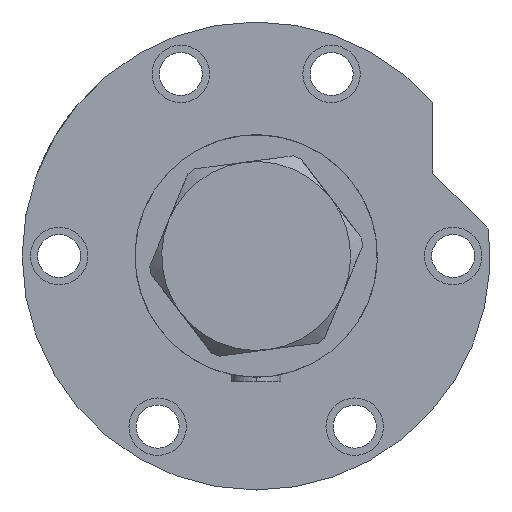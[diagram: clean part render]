
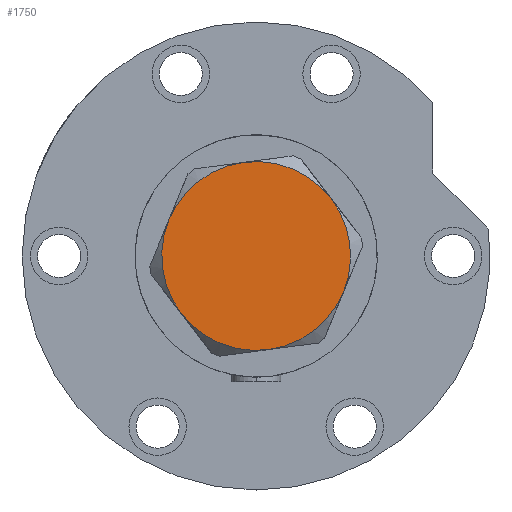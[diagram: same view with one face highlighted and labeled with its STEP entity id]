
A CAD part, left-side view. The second image highlights one B-rep face of the part: STEP entity #1750.
In plain terms, the highlighted face is planar.
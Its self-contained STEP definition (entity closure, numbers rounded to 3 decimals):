
#334 = DIRECTION ( 'NONE',  ( 1., 0., 0. ) ) ;
#372 = PLANE ( 'NONE',  #2204 ) ;
#438 = DIRECTION ( 'NONE',  ( 0., 0., 1. ) ) ;
#526 = DIRECTION ( 'NONE',  ( 0., 0., 1. ) ) ;
#536 = DIRECTION ( 'NONE',  ( 0., 0., 1. ) ) ;
#550 = CARTESIAN_POINT ( 'NONE',  ( -11.5, 19.919, 13. ) ) ;
#692 = EDGE_CURVE ( 'NONE', #1394, #4970, #1029, .T. ) ;
#701 = ORIENTED_EDGE ( 'NONE', *, *, #1180, .T. ) ;
#707 = DIRECTION ( 'NONE',  ( 1., 0., 0. ) ) ;
#747 = CIRCLE ( 'NONE', #1570, 23. ) ;
#830 = AXIS2_PLACEMENT_3D ( 'NONE', #6027, #526, #4453 ) ;
#1029 = CIRCLE ( 'NONE', #1225, 23. ) ;
#1056 = CIRCLE ( 'NONE', #3966, 23. ) ;
#1180 = EDGE_CURVE ( 'NONE', #4379, #1790, #1755, .T. ) ;
#1225 = AXIS2_PLACEMENT_3D ( 'NONE', #5693, #1227, #334 ) ;
#1227 = DIRECTION ( 'NONE',  ( 0., 0., 1. ) ) ;
#1339 = EDGE_CURVE ( 'NONE', #2618, #3643, #3764, .T. ) ;
#1394 = VERTEX_POINT ( 'NONE', #4755 ) ;
#1518 = CARTESIAN_POINT ( 'NONE',  ( 0., 0., 13. ) ) ;
#1570 = AXIS2_PLACEMENT_3D ( 'NONE', #3133, #536, #707 ) ;
#1750 = ADVANCED_FACE ( 'NONE', ( #4279 ), #372, .T. ) ;
#1755 = CIRCLE ( 'NONE', #6207, 23. ) ;
#1790 = VERTEX_POINT ( 'NONE', #1964 ) ;
#1825 = DIRECTION ( 'NONE',  ( 1., 0., 0. ) ) ;
#1886 = DIRECTION ( 'NONE',  ( 0., 0., 1. ) ) ;
#1964 = CARTESIAN_POINT ( 'NONE',  ( 11.5, 19.919, 13. ) ) ;
#2006 = CARTESIAN_POINT ( 'NONE',  ( 0., 0., 13. ) ) ;
#2135 = EDGE_CURVE ( 'NONE', #1790, #2618, #5274, .T. ) ;
#2204 = AXIS2_PLACEMENT_3D ( 'NONE', #1518, #438, #5901 ) ;
#2218 = ORIENTED_EDGE ( 'NONE', *, *, #1339, .T. ) ;
#2325 = CARTESIAN_POINT ( 'NONE',  ( 23., 0., 13. ) ) ;
#2431 = DIRECTION ( 'NONE',  ( 0., 0., 1. ) ) ;
#2525 = CARTESIAN_POINT ( 'NONE',  ( 0., 0., 13. ) ) ;
#2618 = VERTEX_POINT ( 'NONE', #550 ) ;
#3133 = CARTESIAN_POINT ( 'NONE',  ( 0., 0., 13. ) ) ;
#3185 = EDGE_CURVE ( 'NONE', #4970, #4379, #1056, .T. ) ;
#3416 = ORIENTED_EDGE ( 'NONE', *, *, #5146, .T. ) ;
#3490 = CARTESIAN_POINT ( 'NONE',  ( 0., 0., 13. ) ) ;
#3524 = DIRECTION ( 'NONE',  ( 1., 0., 0. ) ) ;
#3532 = DIRECTION ( 'NONE',  ( 1., 0., 0. ) ) ;
#3643 = VERTEX_POINT ( 'NONE', #4266 ) ;
#3677 = EDGE_LOOP ( 'NONE', ( #4418, #701, #5353, #2218, #3416, #5041 ) ) ;
#3764 = CIRCLE ( 'NONE', #830, 23. ) ;
#3966 = AXIS2_PLACEMENT_3D ( 'NONE', #3490, #5401, #1825 ) ;
#4266 = CARTESIAN_POINT ( 'NONE',  ( -23., 0., 13. ) ) ;
#4279 = FACE_OUTER_BOUND ( 'NONE', #3677, .T. ) ;
#4379 = VERTEX_POINT ( 'NONE', #2325 ) ;
#4418 = ORIENTED_EDGE ( 'NONE', *, *, #3185, .T. ) ;
#4453 = DIRECTION ( 'NONE',  ( 1., 0., 0. ) ) ;
#4561 = CARTESIAN_POINT ( 'NONE',  ( 11.5, -19.919, 13. ) ) ;
#4755 = CARTESIAN_POINT ( 'NONE',  ( -11.5, -19.919, 13. ) ) ;
#4969 = AXIS2_PLACEMENT_3D ( 'NONE', #2525, #1886, #3524 ) ;
#4970 = VERTEX_POINT ( 'NONE', #4561 ) ;
#5041 = ORIENTED_EDGE ( 'NONE', *, *, #692, .T. ) ;
#5146 = EDGE_CURVE ( 'NONE', #3643, #1394, #747, .T. ) ;
#5274 = CIRCLE ( 'NONE', #4969, 23. ) ;
#5353 = ORIENTED_EDGE ( 'NONE', *, *, #2135, .T. ) ;
#5401 = DIRECTION ( 'NONE',  ( 0., 0., 1. ) ) ;
#5693 = CARTESIAN_POINT ( 'NONE',  ( 0., 0., 13. ) ) ;
#5901 = DIRECTION ( 'NONE',  ( 1., 0., 0. ) ) ;
#6027 = CARTESIAN_POINT ( 'NONE',  ( 0., 0., 13. ) ) ;
#6207 = AXIS2_PLACEMENT_3D ( 'NONE', #2006, #2431, #3532 ) ;
